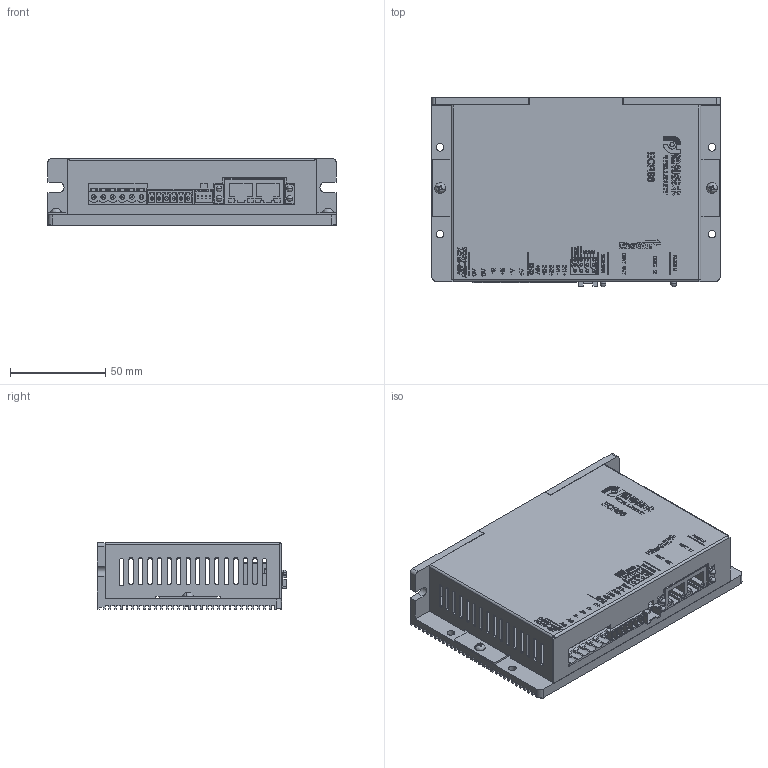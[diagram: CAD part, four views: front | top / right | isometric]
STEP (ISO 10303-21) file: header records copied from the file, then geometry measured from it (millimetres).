
FILE_DESCRIPTION((''),'2;1');
FILE_NAME('RT-DZ-ECR86V3_0_ASM','2023-11-02T17:44:13',('ruiwe'),(''),'CREO PARAMETRIC BY PTC INC, 2021063','CREO PARAMETRIC BY PTC INC, 2021063','');
FILE_SCHEMA(('CONFIG_CONTROL_DESIGN','SHAPE_APPEARANCE_LAYERS_GROUPS'));
Products named in the file (12): RT-GZ-ECR86V3_0; RT-DZ-ECR86V3_0_1_1; RT-DZ-ECR86V3_0_1_ASM; ECR860001; ECR86000; GSPR001-5_0-6P; GSP2RC-3_81-06P; ECR86-8PIN_2_1; ECR86-LED; ICRPS0402; RT-DZ-ECR86V3_0_ASM
Assembly tree (16 placements, depth 3):
  RT-DZ-ECR86V3_0_ASM
    RT-DZ-ECR86V3_0_1_ASM
      RT-GZ-ECR86V3_0
      RT-DZ-ECR86V3_0_1_1
    ECR860001  x4
    ECR86000
    GSPR001-5_0-6P
    GSP2RC-3_81-06P
    ECR86-8PIN_2_1
    ECR86-LED  x2
    ECR86000
    ICRPS0402  x2
Bounding box: 151 x 99.15 x 35 mm (x, y, z)
Volume: 125779.2 mm3; surface area: 135213.3 mm2
Topology: 15 solids, 347 shells, 1742 faces, 8752 edges, 7409 vertices
Faces by surface type: plane 1312, cylinder 276, cone 112, sphere 20, bspline 18, torus 4
Entity records: 106121 total; most frequent: CARTESIAN_POINT 29850, ORIENTED_EDGE 11646, DIRECTION 9897, EDGE_CURVE 8334, VERTEX_POINT 7191, VECTOR 5215, LINE 5215, PRESENTATION_STYLE_ASSIGNMENT 4021
